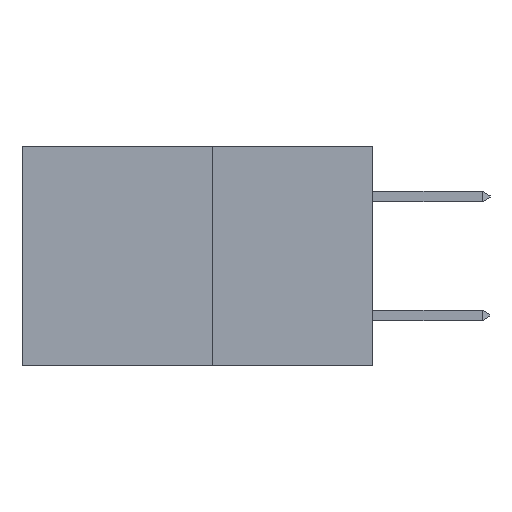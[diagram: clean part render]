
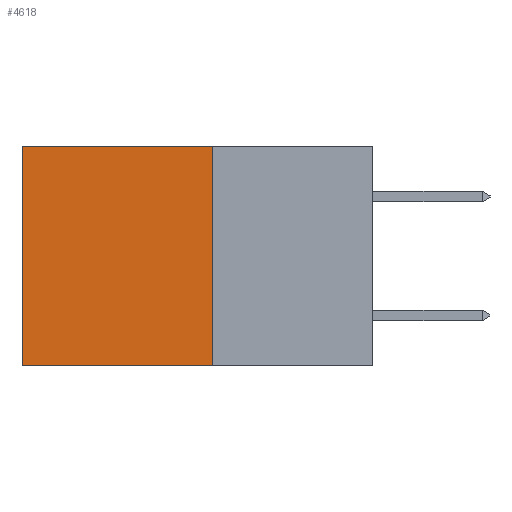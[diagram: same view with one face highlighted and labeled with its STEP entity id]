
A CAD part, left-side view. The second image highlights one B-rep face of the part: STEP entity #4618.
In plain terms, the highlighted planar face has unit normal (-1, 0, 0).
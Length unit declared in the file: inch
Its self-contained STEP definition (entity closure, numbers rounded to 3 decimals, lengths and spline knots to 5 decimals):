
#778 = ORIENTED_EDGE ( 'NONE', *, *, #6114, .F. ) ;
#849 = VERTEX_POINT ( 'NONE', #8841 ) ;
#1015 = FACE_OUTER_BOUND ( 'NONE', #7064, .T. ) ;
#1262 = CARTESIAN_POINT ( 'NONE',  ( 0.277, 0.27, 0. ) ) ;
#1341 = DIRECTION ( 'NONE',  ( 0., 1., 0. ) ) ;
#1614 = LINE ( 'NONE', #6786, #5167 ) ;
#1633 = EDGE_CURVE ( 'NONE', #7919, #2532, #6587, .T. ) ;
#1703 = LINE ( 'NONE', #1262, #5469 ) ;
#1921 = CARTESIAN_POINT ( 'NONE',  ( 0.277, 0.59, 0. ) ) ;
#2532 = VERTEX_POINT ( 'NONE', #3679 ) ;
#2669 = ORIENTED_EDGE ( 'NONE', *, *, #1633, .T. ) ;
#3381 = ORIENTED_EDGE ( 'NONE', *, *, #3671, .T. ) ;
#3671 = EDGE_CURVE ( 'NONE', #8835, #7919, #1703, .T. ) ;
#3678 = DIRECTION ( 'NONE',  ( 0., 0., -1. ) ) ;
#3679 = CARTESIAN_POINT ( 'NONE',  ( 0.277, 0.59, -0.37 ) ) ;
#3688 = DIRECTION ( 'NONE',  ( 1., 0., 0. ) ) ;
#3709 = CARTESIAN_POINT ( 'NONE',  ( 0.277, 0.27, -0.37 ) ) ;
#3727 = PLANE ( 'NONE',  #6441 ) ;
#3769 = CARTESIAN_POINT ( 'NONE',  ( 0.277, 0.27, -0.37 ) ) ;
#3858 = DIRECTION ( 'NONE',  ( 0., 0., -1. ) ) ;
#4008 = DIRECTION ( 'NONE',  ( 0., 1., 0. ) ) ;
#4618 = ADVANCED_FACE ( 'NONE', ( #1015 ), #3727, .F. ) ;
#4826 = DIRECTION ( 'NONE',  ( 0., 0., -1. ) ) ;
#4956 = CARTESIAN_POINT ( 'NONE',  ( 0.277, 0.27, 0. ) ) ;
#5167 = VECTOR ( 'NONE', #4826, 39.37008 ) ;
#5469 = VECTOR ( 'NONE', #1341, 39.37008 ) ;
#5637 = LINE ( 'NONE', #3709, #7144 ) ;
#6114 = EDGE_CURVE ( 'NONE', #849, #2532, #5637, .T. ) ;
#6441 = AXIS2_PLACEMENT_3D ( 'NONE', #3769, #3688, #3678 ) ;
#6587 = LINE ( 'NONE', #6905, #8155 ) ;
#6786 = CARTESIAN_POINT ( 'NONE',  ( 0.277, 0.27, -0.37 ) ) ;
#6905 = CARTESIAN_POINT ( 'NONE',  ( 0.277, 0.59, -0.37 ) ) ;
#6949 = ORIENTED_EDGE ( 'NONE', *, *, #8671, .F. ) ;
#7064 = EDGE_LOOP ( 'NONE', ( #2669, #778, #6949, #3381 ) ) ;
#7144 = VECTOR ( 'NONE', #4008, 39.37008 ) ;
#7919 = VERTEX_POINT ( 'NONE', #1921 ) ;
#8155 = VECTOR ( 'NONE', #3858, 39.37008 ) ;
#8671 = EDGE_CURVE ( 'NONE', #8835, #849, #1614, .T. ) ;
#8835 = VERTEX_POINT ( 'NONE', #4956 ) ;
#8841 = CARTESIAN_POINT ( 'NONE',  ( 0.277, 0.27, -0.37 ) ) ;
